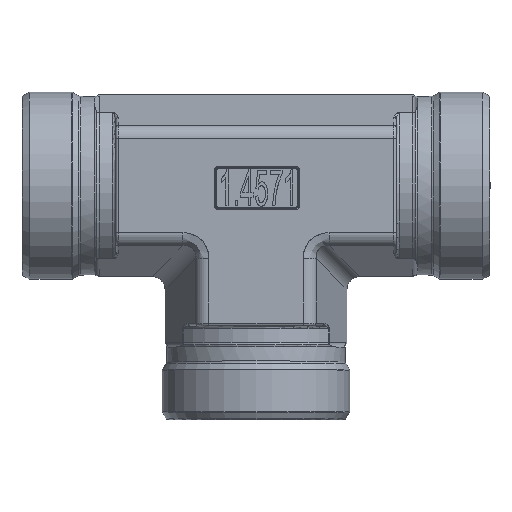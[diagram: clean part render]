
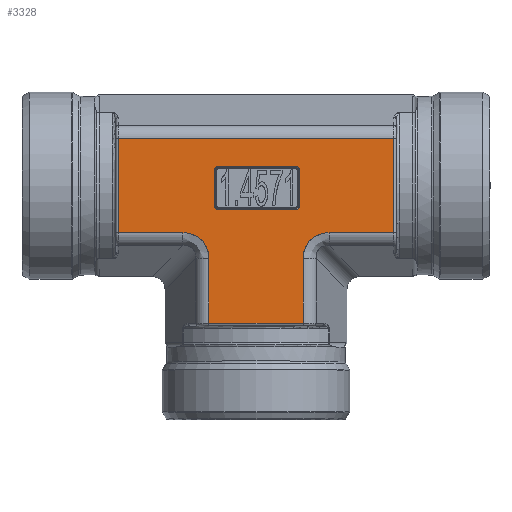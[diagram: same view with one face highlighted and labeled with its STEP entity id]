
A CAD part, top view. The second image highlights one B-rep face of the part: STEP entity #3328.
In plain terms, the highlighted planar face has unit normal (0, 0, 1).
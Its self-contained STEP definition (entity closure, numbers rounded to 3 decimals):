
#168=PLANE('',#10120);
#479=LINE('',#15195,#1219);
#480=LINE('',#15200,#1220);
#481=LINE('',#15204,#1221);
#482=LINE('',#15208,#1222);
#483=LINE('',#15211,#1223);
#484=LINE('',#15214,#1224);
#485=LINE('',#15216,#1225);
#486=LINE('',#15220,#1226);
#487=LINE('',#15222,#1227);
#488=LINE('',#15224,#1228);
#489=LINE('',#15226,#1229);
#490=LINE('',#15228,#1230);
#1219=VECTOR('',#11337,1.);
#1220=VECTOR('',#11340,1.);
#1221=VECTOR('',#11343,1.);
#1222=VECTOR('',#11346,1.);
#1223=VECTOR('',#11349,1.);
#1224=VECTOR('',#11350,1.);
#1225=VECTOR('',#11351,1.);
#1226=VECTOR('',#11354,1.);
#1227=VECTOR('',#11355,1.);
#1228=VECTOR('',#11356,1.);
#1229=VECTOR('',#11357,1.);
#1230=VECTOR('',#11358,1.);
#3328=ADVANCED_FACE('',(#3779,#3780),#168,.T.);
#3733=ELLIPSE('',#10118,11.247,10.);
#3734=ELLIPSE('',#10119,11.247,10.);
#3779=FACE_BOUND('',#3965,.T.);
#3780=FACE_BOUND('',#3966,.T.);
#3965=EDGE_LOOP('',(#4710,#4711,#4712,#4713,#4714,#4715,#4716,#4717));
#3966=EDGE_LOOP('',(#4718,#4719,#4720,#4721,#4722,#4723,#4724,#4725,#4726,
#4727));
#4710=ORIENTED_EDGE('',*,*,#8067,.T.);
#4711=ORIENTED_EDGE('',*,*,#8068,.T.);
#4712=ORIENTED_EDGE('',*,*,#8069,.T.);
#4713=ORIENTED_EDGE('',*,*,#8070,.T.);
#4714=ORIENTED_EDGE('',*,*,#8071,.T.);
#4715=ORIENTED_EDGE('',*,*,#8072,.T.);
#4716=ORIENTED_EDGE('',*,*,#8073,.T.);
#4717=ORIENTED_EDGE('',*,*,#8074,.T.);
#4718=ORIENTED_EDGE('',*,*,#8075,.T.);
#4719=ORIENTED_EDGE('',*,*,#8076,.T.);
#4720=ORIENTED_EDGE('',*,*,#8077,.T.);
#4721=ORIENTED_EDGE('',*,*,#8078,.T.);
#4722=ORIENTED_EDGE('',*,*,#8079,.T.);
#4723=ORIENTED_EDGE('',*,*,#8080,.T.);
#4724=ORIENTED_EDGE('',*,*,#8081,.T.);
#4725=ORIENTED_EDGE('',*,*,#8082,.T.);
#4726=ORIENTED_EDGE('',*,*,#8083,.T.);
#4727=ORIENTED_EDGE('',*,*,#8084,.T.);
#6388=VERTEX_POINT('',#15196);
#6389=VERTEX_POINT('',#15197);
#6390=VERTEX_POINT('',#15199);
#6391=VERTEX_POINT('',#15201);
#6392=VERTEX_POINT('',#15203);
#6393=VERTEX_POINT('',#15205);
#6394=VERTEX_POINT('',#15207);
#6395=VERTEX_POINT('',#15209);
#6396=VERTEX_POINT('',#15212);
#6397=VERTEX_POINT('',#15213);
#6398=VERTEX_POINT('',#15215);
#6399=VERTEX_POINT('',#15217);
#6400=VERTEX_POINT('',#15219);
#6401=VERTEX_POINT('',#15221);
#6402=VERTEX_POINT('',#15223);
#6403=VERTEX_POINT('',#15225);
#6404=VERTEX_POINT('',#15227);
#6405=VERTEX_POINT('',#15229);
#8067=EDGE_CURVE('',#6388,#6389,#479,.T.);
#8068=EDGE_CURVE('',#6389,#6390,#9494,.T.);
#8069=EDGE_CURVE('',#6390,#6391,#480,.T.);
#8070=EDGE_CURVE('',#6391,#6392,#9495,.T.);
#8071=EDGE_CURVE('',#6392,#6393,#481,.T.);
#8072=EDGE_CURVE('',#6393,#6394,#9496,.T.);
#8073=EDGE_CURVE('',#6394,#6395,#482,.T.);
#8074=EDGE_CURVE('',#6395,#6388,#9497,.T.);
#8075=EDGE_CURVE('',#6396,#6397,#483,.T.);
#8076=EDGE_CURVE('',#6397,#6398,#484,.T.);
#8077=EDGE_CURVE('',#6398,#6399,#485,.T.);
#8078=EDGE_CURVE('',#6399,#6400,#3733,.T.);
#8079=EDGE_CURVE('',#6400,#6401,#486,.T.);
#8080=EDGE_CURVE('',#6401,#6402,#487,.T.);
#8081=EDGE_CURVE('',#6402,#6403,#488,.T.);
#8082=EDGE_CURVE('',#6403,#6404,#489,.T.);
#8083=EDGE_CURVE('',#6404,#6405,#490,.T.);
#8084=EDGE_CURVE('',#6405,#6396,#3734,.T.);
#9494=CIRCLE('',#10114,1.4);
#9495=CIRCLE('',#10115,1.4);
#9496=CIRCLE('',#10116,1.4);
#9497=CIRCLE('',#10117,1.4);
#10114=AXIS2_PLACEMENT_3D('',#15198,#11338,#11339);
#10115=AXIS2_PLACEMENT_3D('',#15202,#11341,#11342);
#10116=AXIS2_PLACEMENT_3D('',#15206,#11344,#11345);
#10117=AXIS2_PLACEMENT_3D('',#15210,#11347,#11348);
#10118=AXIS2_PLACEMENT_3D('',#15218,#11352,#11353);
#10119=AXIS2_PLACEMENT_3D('',#15230,#11359,#11360);
#10120=AXIS2_PLACEMENT_3D('',#15231,#11361,#11362);
#11337=DIRECTION('',(1.,0.,0.));
#11338=DIRECTION('',(0.,0.,-1.));
#11339=DIRECTION('',(1.,0.,0.));
#11340=DIRECTION('',(0.,-1.,0.));
#11341=DIRECTION('',(0.,0.,-1.));
#11342=DIRECTION('',(1.,0.,0.));
#11343=DIRECTION('',(-1.,0.,0.));
#11344=DIRECTION('',(0.,0.,-1.));
#11345=DIRECTION('',(1.,0.,0.));
#11346=DIRECTION('',(0.,1.,0.));
#11347=DIRECTION('',(0.,0.,-1.));
#11348=DIRECTION('',(1.,0.,0.));
#11349=DIRECTION('',(0.,-1.,0.));
#11350=DIRECTION('',(1.,0.,0.));
#11351=DIRECTION('',(0.,1.,0.));
#11352=DIRECTION('',(0.,0.,-1.));
#11353=DIRECTION('',(0.707,-0.707,0.));
#11354=DIRECTION('',(1.,0.,0.));
#11355=DIRECTION('',(0.,1.,0.));
#11356=DIRECTION('',(-1.,0.,0.));
#11357=DIRECTION('',(0.,-1.,0.));
#11358=DIRECTION('',(1.,0.,0.));
#11359=DIRECTION('',(0.,0.,-1.));
#11360=DIRECTION('',(-0.707,-0.707,0.));
#11361=DIRECTION('',(0.,0.,1.));
#11362=DIRECTION('',(-1.,0.,0.));
#15195=CARTESIAN_POINT('',(15.375,7.025,35.));
#15196=CARTESIAN_POINT('',(-13.625,7.025,35.));
#15197=CARTESIAN_POINT('',(14.375,7.025,35.));
#15198=CARTESIAN_POINT('',(14.375,5.625,35.));
#15199=CARTESIAN_POINT('',(15.775,5.625,35.));
#15200=CARTESIAN_POINT('',(15.775,-8.375,35.));
#15201=CARTESIAN_POINT('',(15.775,-7.375,35.));
#15202=CARTESIAN_POINT('',(14.375,-7.375,35.));
#15203=CARTESIAN_POINT('',(14.375,-8.775,35.));
#15204=CARTESIAN_POINT('',(-14.625,-8.775,35.));
#15205=CARTESIAN_POINT('',(-13.625,-8.775,35.));
#15206=CARTESIAN_POINT('',(-13.625,-7.375,35.));
#15207=CARTESIAN_POINT('',(-15.025,-7.375,35.));
#15208=CARTESIAN_POINT('',(-15.025,6.625,35.));
#15209=CARTESIAN_POINT('',(-15.025,5.625,35.));
#15210=CARTESIAN_POINT('',(-13.625,5.625,35.));
#15211=CARTESIAN_POINT('',(-17.124,20.625,35.));
#15212=CARTESIAN_POINT('',(-17.124,-26.521,35.));
#15213=CARTESIAN_POINT('',(-17.124,-50.,35.));
#15214=CARTESIAN_POINT('',(15.187,-50.,35.));
#15215=CARTESIAN_POINT('',(17.124,-50.,35.));
#15216=CARTESIAN_POINT('',(17.124,20.625,35.));
#15217=CARTESIAN_POINT('',(17.124,-26.521,35.));
#15218=CARTESIAN_POINT('',(27.766,-27.766,35.));
#15219=CARTESIAN_POINT('',(26.521,-17.124,35.));
#15220=CARTESIAN_POINT('',(15.187,-17.124,35.));
#15221=CARTESIAN_POINT('',(50.,-17.124,35.));
#15222=CARTESIAN_POINT('',(50.,17.124,35.));
#15223=CARTESIAN_POINT('',(50.,17.124,35.));
#15224=CARTESIAN_POINT('',(15.187,17.124,35.));
#15225=CARTESIAN_POINT('',(-50.,17.124,35.));
#15226=CARTESIAN_POINT('',(-50.,-17.124,35.));
#15227=CARTESIAN_POINT('',(-50.,-17.124,35.));
#15228=CARTESIAN_POINT('',(-20.625,-17.124,35.));
#15229=CARTESIAN_POINT('',(-26.521,-17.124,35.));
#15230=CARTESIAN_POINT('',(-27.766,-27.766,35.));
#15231=CARTESIAN_POINT('',(15.187,20.625,35.));
